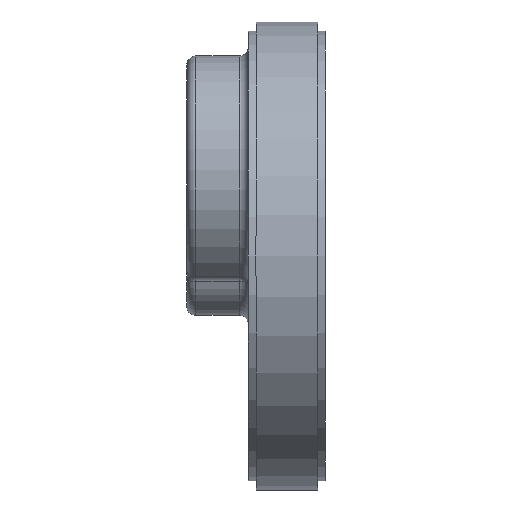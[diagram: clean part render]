
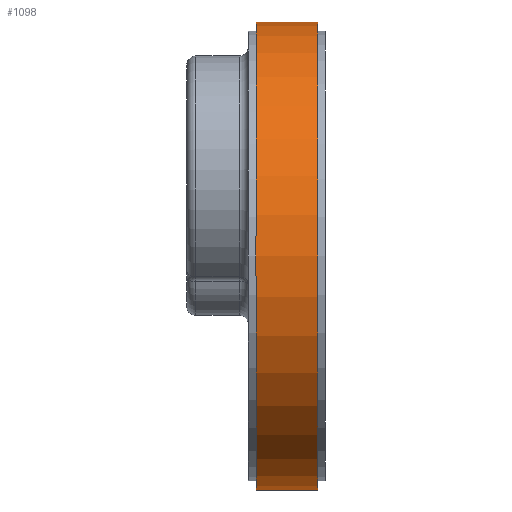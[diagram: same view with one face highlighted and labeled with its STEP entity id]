
A CAD part, left-side view. The second image highlights one B-rep face of the part: STEP entity #1098.
In plain terms, the highlighted cylindrical face has radius 76 mm (diameter 152 mm), a partial arc.
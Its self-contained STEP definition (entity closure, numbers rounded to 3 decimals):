
#37 = CARTESIAN_POINT ( 'NONE',  ( 0., -10., -76. ) ) ;
#64 = CYLINDRICAL_SURFACE ( 'NONE', #953, 76. ) ;
#82 = DIRECTION ( 'NONE',  ( 0., 0., 1. ) ) ;
#95 = CARTESIAN_POINT ( 'NONE',  ( 0., -10., 76. ) ) ;
#118 = DIRECTION ( 'NONE',  ( 0., 0., -1. ) ) ;
#182 = EDGE_CURVE ( 'NONE', #710, #1195, #344, .T. ) ;
#211 = DIRECTION ( 'NONE',  ( 0., 1., 0. ) ) ;
#266 = EDGE_CURVE ( 'NONE', #968, #850, #738, .T. ) ;
#308 = CARTESIAN_POINT ( 'NONE',  ( 0., 10., -76. ) ) ;
#309 = DIRECTION ( 'NONE',  ( 0., 0., 1. ) ) ;
#344 = CIRCLE ( 'NONE', #515, 76. ) ;
#370 = VECTOR ( 'NONE', #1228, 1000. ) ;
#377 = ORIENTED_EDGE ( 'NONE', *, *, #647, .F. ) ;
#426 = CARTESIAN_POINT ( 'NONE',  ( 0., 10., 76. ) ) ;
#515 = AXIS2_PLACEMENT_3D ( 'NONE', #1344, #1360, #309 ) ;
#549 = VECTOR ( 'NONE', #1045, 1000. ) ;
#571 = DIRECTION ( 'NONE',  ( 0., -1., 0. ) ) ;
#633 = ORIENTED_EDGE ( 'NONE', *, *, #1441, .T. ) ;
#647 = EDGE_CURVE ( 'NONE', #1195, #850, #1357, .T. ) ;
#666 = CARTESIAN_POINT ( 'NONE',  ( 0., -10., 0. ) ) ;
#701 = ORIENTED_EDGE ( 'NONE', *, *, #182, .F. ) ;
#702 = CARTESIAN_POINT ( 'NONE',  ( 0., 10., 0. ) ) ;
#710 = VERTEX_POINT ( 'NONE', #308 ) ;
#738 = CIRCLE ( 'NONE', #1215, 76. ) ;
#850 = VERTEX_POINT ( 'NONE', #95 ) ;
#890 = EDGE_LOOP ( 'NONE', ( #377, #701, #633, #1203 ) ) ;
#920 = LINE ( 'NONE', #1142, #549 ) ;
#953 = AXIS2_PLACEMENT_3D ( 'NONE', #702, #571, #118 ) ;
#968 = VERTEX_POINT ( 'NONE', #37 ) ;
#992 = FACE_OUTER_BOUND ( 'NONE', #890, .T. ) ;
#1045 = DIRECTION ( 'NONE',  ( 0., -1., 0. ) ) ;
#1098 = ADVANCED_FACE ( 'NONE', ( #992 ), #64, .T. ) ;
#1142 = CARTESIAN_POINT ( 'NONE',  ( 0., 10., -76. ) ) ;
#1146 = CARTESIAN_POINT ( 'NONE',  ( 0., 10., 76. ) ) ;
#1195 = VERTEX_POINT ( 'NONE', #1146 ) ;
#1203 = ORIENTED_EDGE ( 'NONE', *, *, #266, .T. ) ;
#1215 = AXIS2_PLACEMENT_3D ( 'NONE', #666, #211, #82 ) ;
#1228 = DIRECTION ( 'NONE',  ( 0., -1., 0. ) ) ;
#1344 = CARTESIAN_POINT ( 'NONE',  ( 0., 10., 0. ) ) ;
#1357 = LINE ( 'NONE', #426, #370 ) ;
#1360 = DIRECTION ( 'NONE',  ( 0., 1., 0. ) ) ;
#1441 = EDGE_CURVE ( 'NONE', #710, #968, #920, .T. ) ;
